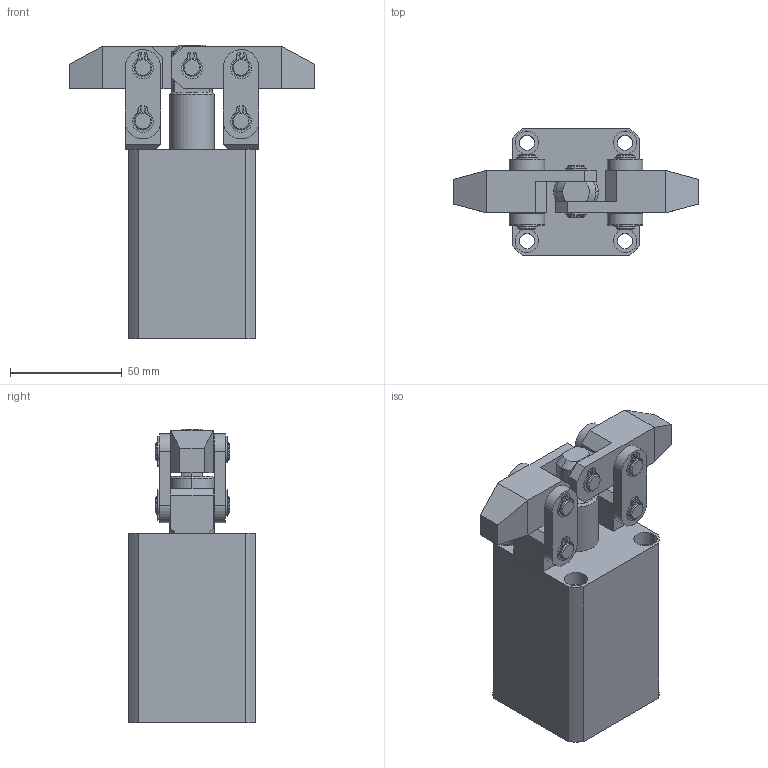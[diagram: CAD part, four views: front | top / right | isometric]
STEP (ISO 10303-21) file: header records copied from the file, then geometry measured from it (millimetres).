
FILE_DESCRIPTION (( 'STEP AP203' ), '1' );
FILE_NAME ('HLC-M32D.STEP', '2020-09-15T06:20:54', ( '微软用户' ), ( '微软中国' ), 'SwSTEP 2.0', 'SolidWorks 2012', '' );
FILE_SCHEMA (( 'CONFIG_CONTROL_DESIGN' ));
Length unit declared in the file: millimetre
Products named in the file (9): HLC-M32D; HLC-32盓厥裝; circlips for shaft--type a small gb_GB_CONNECTING_PIECE_RING_RRA 8; HLC-M32D酗种; HLC-M32D揤旋; HLC-M32D蟀裝; HLC-32活塞杆; HLC-M32D傻种; HLC-M32D掛极
Assembly tree (25 placements, depth 2):
  HLC-M32D
    HLC-M32D掛极
    HLC-M32D傻种
    HLC-32活塞杆
    HLC-M32D蟀裝  x4
    HLC-M32D揤旋  x2
    HLC-M32D酗种  x4
    circlips for shaft--type a small gb_GB_CONNECTING_PIECE_RING_RRA 8  x10
    HLC-32盓厥裝  x2
Bounding box: 110 x 57 x 131.5 mm (x, y, z)
Volume: 305016.7 mm3; surface area: 73558.5 mm2
Topology: 25 solids, 25 shells, 545 faces, 1335 edges, 876 vertices
Faces by surface type: cylinder 281, plane 217, cone 25, bspline 16, torus 6
Entity records: 9017 total; most frequent: CARTESIAN_POINT 2052, DIRECTION 1206, ORIENTED_EDGE 1100, EDGE_CURVE 550, AXIS2_PLACEMENT_3D 448, VERTEX_POINT 358, LINE 310, VECTOR 310
